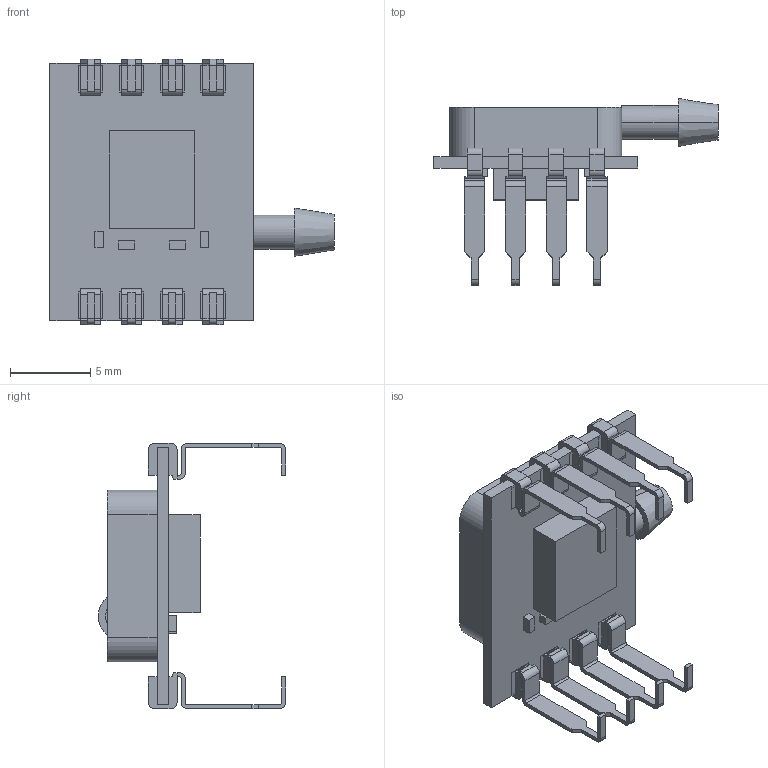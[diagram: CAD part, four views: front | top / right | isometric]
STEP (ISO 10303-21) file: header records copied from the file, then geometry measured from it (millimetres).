
FILE_DESCRIPTION (( 'STEP AP203' ), '1' );
FILE_NAME ('FNSL_SM.STEP', '2021-07-28T17:37:03', ( '' ), ( '' ), 'SwSTEP 2.0', 'SolidWorks 2010', '' );
FILE_SCHEMA (( 'CONFIG_CONTROL_DESIGN' ));
Length unit declared in the file: inch
Products named in the file (1): FNSL_SM
Bounding box: 17.69 x 11.66 x 16.51 mm (x, y, z)
Volume: 617.4 mm3; surface area: 937.9 mm2
Topology: 1 solids, 1 shells, 485 faces, 1404 edges, 930 vertices
Faces by surface type: plane 387, cylinder 96, cone 2
Entity records: 15871 total; most frequent: CARTESIAN_POINT 2820, ORIENTED_EDGE 2808, DIRECTION 2574, EDGE_CURVE 1404, LINE 1206, VECTOR 1206, VERTEX_POINT 930, AXIS2_PLACEMENT_3D 684
